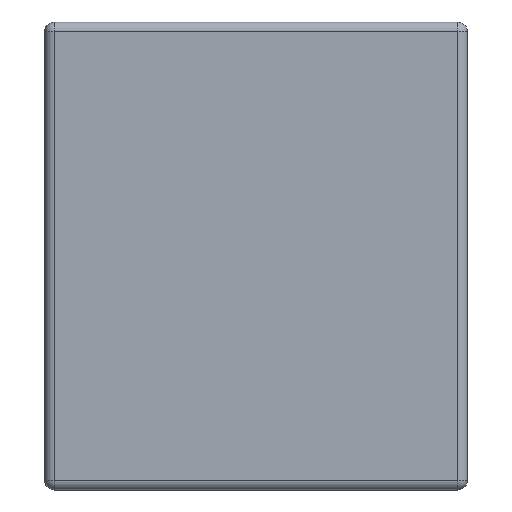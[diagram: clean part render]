
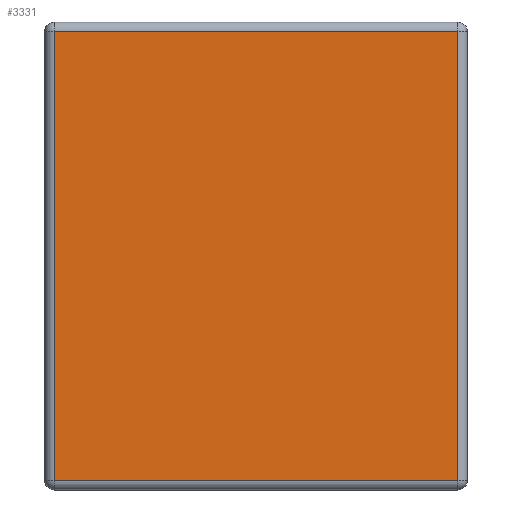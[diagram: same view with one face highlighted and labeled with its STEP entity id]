
A CAD part, left-side view. The second image highlights one B-rep face of the part: STEP entity #3331.
In plain terms, the highlighted planar face has unit normal (-1, 0, 0).
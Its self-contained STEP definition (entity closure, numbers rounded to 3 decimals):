
#192 = CARTESIAN_POINT ( 'NONE',  ( 0., 0.032, -1.518 ) ) ;
#366 = DIRECTION ( 'NONE',  ( 0., 0., -1. ) ) ;
#528 = LINE ( 'NONE', #1267, #3246 ) ;
#569 = CARTESIAN_POINT ( 'NONE',  ( 0., 0.032, 0. ) ) ;
#667 = VERTEX_POINT ( 'NONE', #4318 ) ;
#918 = DIRECTION ( 'NONE',  ( 0., 0., 1. ) ) ;
#952 = ORIENTED_EDGE ( 'NONE', *, *, #2921, .T. ) ;
#965 = CARTESIAN_POINT ( 'NONE',  ( 0., 0.032, -0.032 ) ) ;
#1033 = EDGE_CURVE ( 'NONE', #3921, #1290, #528, .T. ) ;
#1118 = CARTESIAN_POINT ( 'NONE',  ( 0., 1.4, -0.032 ) ) ;
#1267 = CARTESIAN_POINT ( 'NONE',  ( 0., 0., -1.518 ) ) ;
#1290 = VERTEX_POINT ( 'NONE', #192 ) ;
#1362 = VERTEX_POINT ( 'NONE', #965 ) ;
#1381 = DIRECTION ( 'NONE',  ( 0., 1., 0. ) ) ;
#1604 = DIRECTION ( 'NONE',  ( 0., -1., 0. ) ) ;
#1646 = CARTESIAN_POINT ( 'NONE',  ( 0., 0., 0. ) ) ;
#1694 = DIRECTION ( 'NONE',  ( 0., 0., 1. ) ) ;
#1746 = LINE ( 'NONE', #2476, #4407 ) ;
#1917 = AXIS2_PLACEMENT_3D ( 'NONE', #1646, #2712, #918 ) ;
#2035 = ORIENTED_EDGE ( 'NONE', *, *, #1033, .T. ) ;
#2344 = PLANE ( 'NONE',  #1917 ) ;
#2367 = LINE ( 'NONE', #569, #2601 ) ;
#2476 = CARTESIAN_POINT ( 'NONE',  ( 0., 1.368, -1.55 ) ) ;
#2513 = ORIENTED_EDGE ( 'NONE', *, *, #4205, .T. ) ;
#2601 = VECTOR ( 'NONE', #1694, 1000. ) ;
#2649 = CARTESIAN_POINT ( 'NONE',  ( 0., 1.368, -1.518 ) ) ;
#2658 = EDGE_CURVE ( 'NONE', #1290, #1362, #2367, .T. ) ;
#2712 = DIRECTION ( 'NONE',  ( -1., 0., 0. ) ) ;
#2764 = VECTOR ( 'NONE', #1381, 1000. ) ;
#2840 = LINE ( 'NONE', #1118, #2764 ) ;
#2851 = ORIENTED_EDGE ( 'NONE', *, *, #2658, .T. ) ;
#2921 = EDGE_CURVE ( 'NONE', #667, #3921, #1746, .T. ) ;
#3246 = VECTOR ( 'NONE', #1604, 1000. ) ;
#3331 = ADVANCED_FACE ( 'NONE', ( #4194 ), #2344, .T. ) ;
#3921 = VERTEX_POINT ( 'NONE', #2649 ) ;
#4194 = FACE_OUTER_BOUND ( 'NONE', #4204, .T. ) ;
#4204 = EDGE_LOOP ( 'NONE', ( #2035, #2851, #2513, #952 ) ) ;
#4205 = EDGE_CURVE ( 'NONE', #1362, #667, #2840, .T. ) ;
#4318 = CARTESIAN_POINT ( 'NONE',  ( 0., 1.368, -0.032 ) ) ;
#4407 = VECTOR ( 'NONE', #366, 1000. ) ;
